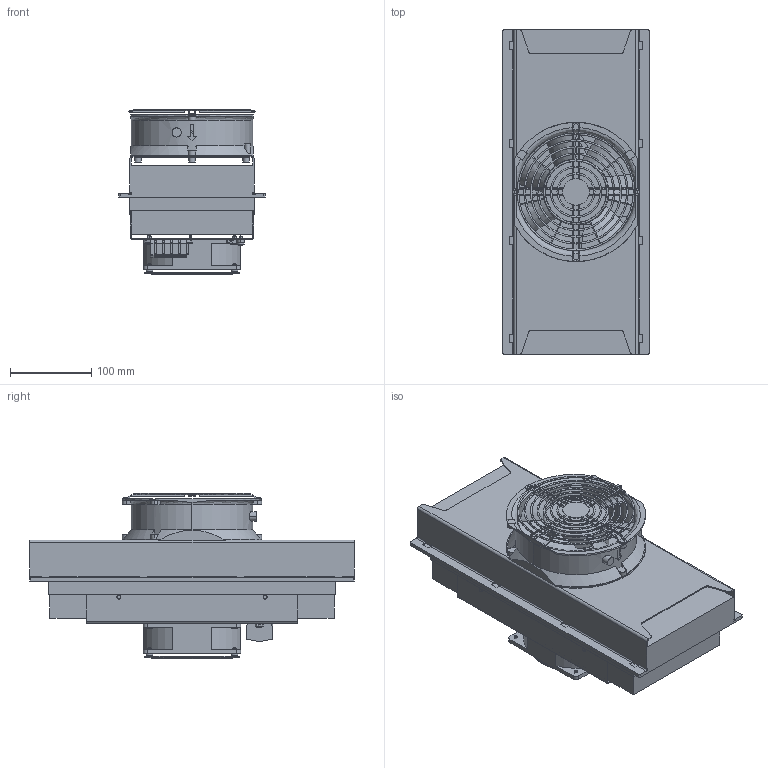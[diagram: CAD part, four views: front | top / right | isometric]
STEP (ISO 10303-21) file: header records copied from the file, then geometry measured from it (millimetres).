
FILE_DESCRIPTION (( 'STEP AP214' ), '1' );
FILE_NAME ('錨璃3.STEP', '2018-12-10T02:56:35', ( '' ), ( '' ), 'SwSTEP 2.0', 'SolidWorks 2016', '' );
FILE_SCHEMA (( 'AUTOMOTIVE_DESIGN' ));
Length unit declared in the file: millimetre
Products named in the file (1): 錨璃3
Bounding box: 180 x 400 x 203.87 mm (x, y, z)
Surface area: 655298.1 mm2 (no closed solid volume)
Topology: 0 solids, 24 shells, 1426 faces, 4110 edges, 2711 vertices
Faces by surface type: plane 744, cylinder 428, bspline 202, cone 52
Entity records: 55842 total; most frequent: CARTESIAN_POINT 18873, ORIENTED_EDGE 8208, DIRECTION 7084, EDGE_CURVE 4106, VERTEX_POINT 2710, AXIS2_PLACEMENT_3D 2466, VECTOR 2152, LINE 2152
